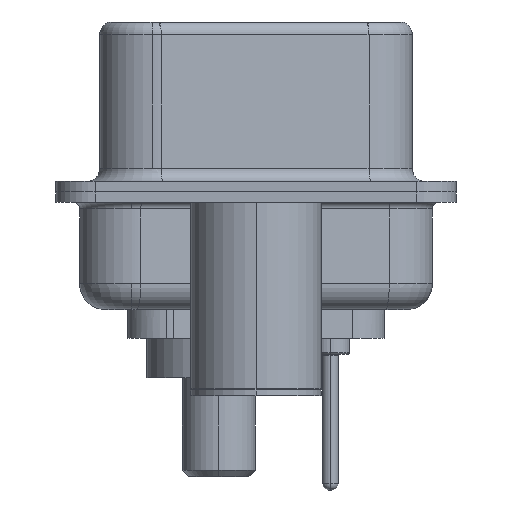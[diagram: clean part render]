
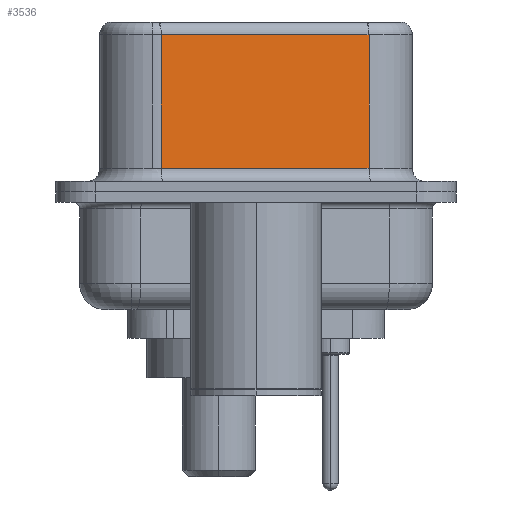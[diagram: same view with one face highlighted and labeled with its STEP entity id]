
A CAD part, left-side view. The second image highlights one B-rep face of the part: STEP entity #3536.
In plain terms, the highlighted planar face has unit normal (-0.985, -0.174, 0).
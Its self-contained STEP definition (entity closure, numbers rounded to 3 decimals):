
#9 = VERTEX_POINT ( 'NONE', #6850 ) ;
#1489 = LINE ( 'NONE', #15923, #21825 ) ;
#2094 = PLANE ( 'NONE',  #18099 ) ;
#2178 = LINE ( 'NONE', #11654, #7475 ) ;
#2913 = ORIENTED_EDGE ( 'NONE', *, *, #22089, .T. ) ;
#3078 = ORIENTED_EDGE ( 'NONE', *, *, #15699, .T. ) ;
#3536 = ADVANCED_FACE ( 'NONE', ( #25183 ), #2094, .F. ) ;
#5233 = EDGE_CURVE ( 'NONE', #22367, #9, #16103, .T. ) ;
#5959 = LINE ( 'NONE', #14971, #22186 ) ;
#6295 = VECTOR ( 'NONE', #10649, 1000. ) ;
#6510 = ORIENTED_EDGE ( 'NONE', *, *, #22276, .F. ) ;
#6850 = CARTESIAN_POINT ( 'NONE',  ( 3.73, 3.628, 6.02 ) ) ;
#7475 = VECTOR ( 'NONE', #23328, 1000. ) ;
#7978 = VERTEX_POINT ( 'NONE', #17598 ) ;
#10649 = DIRECTION ( 'NONE',  ( -0.174, 0.985, 0. ) ) ;
#11364 = VERTEX_POINT ( 'NONE', #16080 ) ;
#11654 = CARTESIAN_POINT ( 'NONE',  ( 5.132, -4.322, 6.52 ) ) ;
#12225 = ORIENTED_EDGE ( 'NONE', *, *, #5233, .T. ) ;
#13075 = DIRECTION ( 'NONE',  ( 0.985, 0.174, 0. ) ) ;
#13239 = DIRECTION ( 'NONE',  ( -0.174, 0.985, 0. ) ) ;
#13603 = EDGE_LOOP ( 'NONE', ( #6510, #12225, #3078, #2913 ) ) ;
#14971 = CARTESIAN_POINT ( 'NONE',  ( 5.132, -4.322, 0.9 ) ) ;
#15204 = CARTESIAN_POINT ( 'NONE',  ( 5.132, -4.322, 6.52 ) ) ;
#15699 = EDGE_CURVE ( 'NONE', #9, #11364, #1489, .T. ) ;
#15923 = CARTESIAN_POINT ( 'NONE',  ( 3.73, 3.628, 6.52 ) ) ;
#16080 = CARTESIAN_POINT ( 'NONE',  ( 3.73, 3.628, 0.9 ) ) ;
#16103 = LINE ( 'NONE', #16728, #6295 ) ;
#16728 = CARTESIAN_POINT ( 'NONE',  ( 5.132, -4.322, 6.02 ) ) ;
#17598 = CARTESIAN_POINT ( 'NONE',  ( 5.132, -4.322, 0.9 ) ) ;
#18099 = AXIS2_PLACEMENT_3D ( 'NONE', #15204, #13075, #13239 ) ;
#18851 = DIRECTION ( 'NONE',  ( 0.174, -0.985, 0. ) ) ;
#21825 = VECTOR ( 'NONE', #21835, 1000. ) ;
#21835 = DIRECTION ( 'NONE',  ( 0., 0., -1. ) ) ;
#22089 = EDGE_CURVE ( 'NONE', #11364, #7978, #5959, .T. ) ;
#22186 = VECTOR ( 'NONE', #18851, 1000. ) ;
#22276 = EDGE_CURVE ( 'NONE', #22367, #7978, #2178, .T. ) ;
#22367 = VERTEX_POINT ( 'NONE', #25464 ) ;
#23328 = DIRECTION ( 'NONE',  ( 0., 0., -1. ) ) ;
#25183 = FACE_OUTER_BOUND ( 'NONE', #13603, .T. ) ;
#25464 = CARTESIAN_POINT ( 'NONE',  ( 5.132, -4.322, 6.02 ) ) ;
